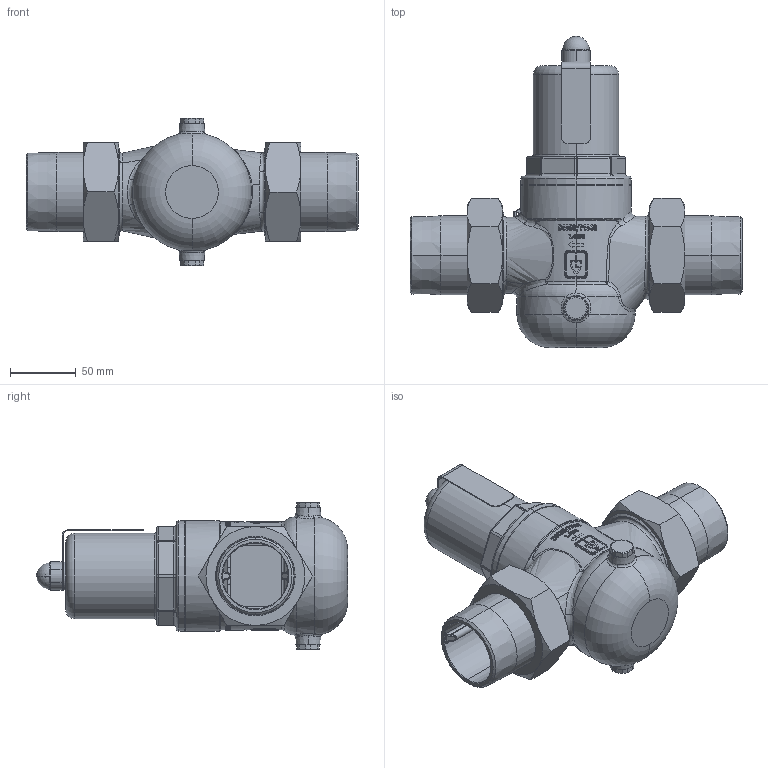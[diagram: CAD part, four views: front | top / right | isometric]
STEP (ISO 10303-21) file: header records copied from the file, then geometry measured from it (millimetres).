
FILE_DESCRIPTION (( 'STEP AP214' ), '1' );
FILE_NAME ('430mGFO-50 Dummy.STEP', '2012-02-22T13:55:28', ( 'Blankenhorn' ), ( '' ), 'SwSTEP 2.0', 'SolidWorks 2011', '' );
FILE_SCHEMA (( 'AUTOMOTIVE_DESIGN' ));
Length unit declared in the file: millimetre
Products named in the file (1): 430mGFO-50 Dummy
Bounding box: 252 x 236.2 x 112 mm (x, y, z)
Volume: 557589.8 mm3; surface area: 233459.4 mm2
Topology: 10 solids, 10 shells, 1212 faces, 3014 edges, 1866 vertices
Faces by surface type: plane 398, bspline 331, cylinder 268, cone 121, torus 86, sphere 8
Entity records: 72442 total; most frequent: CARTESIAN_POINT 32730, ORIENTED_EDGE 5950, DIRECTION 4732, EDGE_CURVE 2975, VERTEX_POINT 1863, AXIS2_PLACEMENT_3D 1810, EDGE_LOOP 1316, UNCERTAINTY_MEASURE_WITH_UNIT 1224
